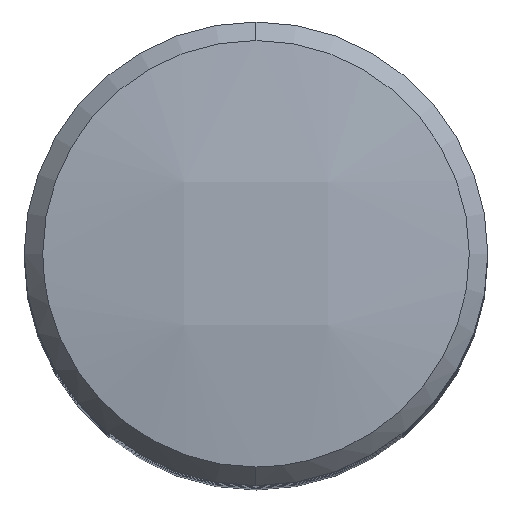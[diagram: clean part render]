
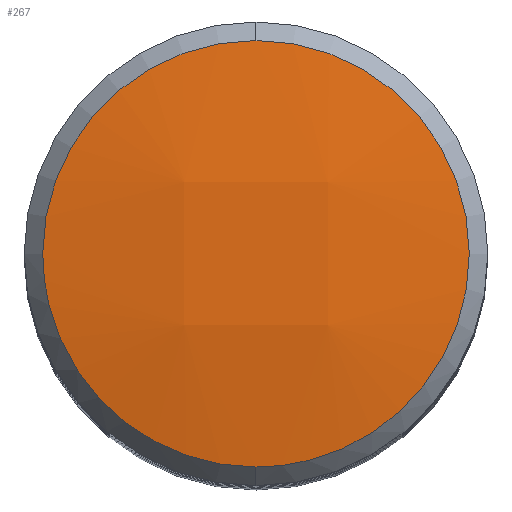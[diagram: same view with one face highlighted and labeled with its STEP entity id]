
A CAD part, top view. The second image highlights one B-rep face of the part: STEP entity #267.
In plain terms, the highlighted free-form (B-spline) face has degree [3, 3] with [4, 4] control points.
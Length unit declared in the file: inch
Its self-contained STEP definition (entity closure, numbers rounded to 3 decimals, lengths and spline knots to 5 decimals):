
#120 = CARTESIAN_POINT ( 'NONE',  ( -0.64986, -0.32097, 8.55468 ) ) ;
#181 = CARTESIAN_POINT ( 'NONE',  ( -0.09499, -0.71855, 8.55468 ) ) ;
#201 = DIRECTION ( 'NONE',  ( 0., 0., -1. ) ) ;
#246 = CARTESIAN_POINT ( 'NONE',  ( 0.65091, -0.32145, 8.55468 ) ) ;
#266 = CARTESIAN_POINT ( 'NONE',  ( 0.71971, -0.095, 8.55468 ) ) ;
#267 = ADVANCED_FACE ( 'NONE', ( #2113 ), #386, .T. ) ;
#322 = CARTESIAN_POINT ( 'NONE',  ( 0., 0.72441, 8.55468 ) ) ;
#338 = CARTESIAN_POINT ( 'NONE',  ( -0.24716, 0.24859, 8.66738 ) ) ;
#350 = CIRCLE ( 'NONE', #3798, 0.72441 ) ;
#362 = CARTESIAN_POINT ( 'NONE',  ( 0.733, 0.24292, 8.57567 ) ) ;
#386 =( BOUNDED_SURFACE ( )  B_SPLINE_SURFACE ( 3, 3, ( 
 ( #703, #2868, #1320, #1282 ),
 ( #3504, #1621, #338, #1646 ),
 ( #3463, #1931, #1273, #3816 ),
 ( #3490, #2854, #362, #3164 ) ),
 .UNSPECIFIED., .F., .F., .F. ) 
 B_SPLINE_SURFACE_WITH_KNOTS ( ( 4, 4 ),
 ( 4, 4 ),
 ( 0., 1. ),
 ( 0., 1. ),
 .UNSPECIFIED. ) 
 GEOMETRIC_REPRESENTATION_ITEM ( )  RATIONAL_B_SPLINE_SURFACE ( (
 ( 1., 0.989, 0.989, 1.),
 ( 0.989, 0.977, 0.977, 0.989),
 ( 0.989, 0.977, 0.977, 0.989),
 ( 1., 0.989, 0.989, 1.) ) ) 
 REPRESENTATION_ITEM ( '' )  SURFACE ( )  );
#428 = CARTESIAN_POINT ( 'NONE',  ( -0.54581, -0.47867, 8.55468 ) ) ;
#444 = VERTEX_POINT ( 'NONE', #1004 ) ;
#446 = CARTESIAN_POINT ( 'NONE',  ( -0.47753, -0.54525, 8.55468 ) ) ;
#462 = CARTESIAN_POINT ( 'NONE',  ( -0.11843, -0.71505, 8.55468 ) ) ;
#470 = CARTESIAN_POINT ( 'NONE',  ( 0., 0., 8.55468 ) ) ;
#546 = CARTESIAN_POINT ( 'NONE',  ( 0.54456, -0.47832, 8.55468 ) ) ;
#556 = CARTESIAN_POINT ( 'NONE',  ( 0.18746, -0.70014, 8.55468 ) ) ;
#703 = CARTESIAN_POINT ( 'NONE',  ( -0.733, -0.72043, 8.48606 ) ) ;
#719 = VERTEX_POINT ( 'NONE', #322 ) ;
#750 = CARTESIAN_POINT ( 'NONE',  ( -0.72441, -0.02391, 8.55468 ) ) ;
#766 = CARTESIAN_POINT ( 'NONE',  ( -0.40297, -0.60337, 8.55468 ) ) ;
#799 = CARTESIAN_POINT ( 'NONE',  ( -0.66008, -0.29937, 8.55468 ) ) ;
#876 = CARTESIAN_POINT ( 'NONE',  ( 0.62866, -0.36307, 8.55468 ) ) ;
#1004 = CARTESIAN_POINT ( 'NONE',  ( 0., -0.72441, 8.55468 ) ) ;
#1120 = DIRECTION ( 'NONE',  ( 0., 1., 0. ) ) ;
#1186 = CARTESIAN_POINT ( 'NONE',  ( 0.70584, -0.16466, 8.55468 ) ) ;
#1208 = CARTESIAN_POINT ( 'NONE',  ( 0.09431, -0.71981, 8.55468 ) ) ;
#1273 = CARTESIAN_POINT ( 'NONE',  ( 0.24716, 0.24859, 8.66738 ) ) ;
#1282 = CARTESIAN_POINT ( 'NONE',  ( -0.733, 0.72043, 8.48606 ) ) ;
#1320 = CARTESIAN_POINT ( 'NONE',  ( -0.733, 0.24292, 8.57567 ) ) ;
#1359 = CARTESIAN_POINT ( 'NONE',  ( -0.72441, 0., 8.55468 ) ) ;
#1394 = CARTESIAN_POINT ( 'NONE',  ( -0.23306, -0.68755, 8.55468 ) ) ;
#1491 = CARTESIAN_POINT ( 'NONE',  ( 0.58906, -0.4223, 8.55468 ) ) ;
#1505 = CARTESIAN_POINT ( 'NONE',  ( 0.36242, -0.62905, 8.55468 ) ) ;
#1531 = CARTESIAN_POINT ( 'NONE',  ( 0.442, -0.57593, 8.55468 ) ) ;
#1598 = AXIS2_PLACEMENT_3D ( 'NONE', #470, #3273, #3862 ) ;
#1621 = CARTESIAN_POINT ( 'NONE',  ( -0.24716, -0.24859, 8.66738 ) ) ;
#1646 = CARTESIAN_POINT ( 'NONE',  ( -0.24716, 0.73724, 8.57567 ) ) ;
#1684 = CARTESIAN_POINT ( 'NONE',  ( -0.04751, -0.72324, 8.55468 ) ) ;
#1701 = CARTESIAN_POINT ( 'NONE',  ( -0.61513, -0.38332, 8.55468 ) ) ;
#1720 = CARTESIAN_POINT ( 'NONE',  ( -0.02366, -0.72441, 8.55468 ) ) ;
#1735 = CARTESIAN_POINT ( 'NONE',  ( -0.62734, -0.36301, 8.55468 ) ) ;
#1748 = CARTESIAN_POINT ( 'NONE',  ( -0.4409, -0.57527, 8.55468 ) ) ;
#1829 = CARTESIAN_POINT ( 'NONE',  ( 0.72441, -0.04786, 8.55468 ) ) ;
#1843 = CARTESIAN_POINT ( 'NONE',  ( 0., -0.72441, 8.55468 ) ) ;
#1922 = CIRCLE ( 'NONE', #1598, 0.72441 ) ;
#1931 = CARTESIAN_POINT ( 'NONE',  ( 0.24716, -0.24859, 8.66738 ) ) ;
#1966 = EDGE_CURVE ( 'NONE', #444, #3843, #3365, .T. ) ;
#1998 = EDGE_LOOP ( 'NONE', ( #2560, #3090, #2711, #2289 ) ) ;
#2025 = CARTESIAN_POINT ( 'NONE',  ( -0.57574, -0.44218, 8.55468 ) ) ;
#2040 = CARTESIAN_POINT ( 'NONE',  ( -0.18789, -0.70121, 8.55468 ) ) ;
#2057 = CARTESIAN_POINT ( 'NONE',  ( -0.72323, -0.04774, 8.55468 ) ) ;
#2113 = FACE_OUTER_BOUND ( 'NONE', #1998, .T. ) ;
#2119 = CARTESIAN_POINT ( 'NONE',  ( 0.67813, -0.25588, 8.55468 ) ) ;
#2289 = ORIENTED_EDGE ( 'NONE', *, *, #1966, .F. ) ;
#2326 = CARTESIAN_POINT ( 'NONE',  ( -0.71852, -0.09524, 8.55468 ) ) ;
#2446 = CARTESIAN_POINT ( 'NONE',  ( 0.47857, -0.54586, 8.55468 ) ) ;
#2457 = CARTESIAN_POINT ( 'NONE',  ( 0.68618, -0.23343, 8.55468 ) ) ;
#2560 = ORIENTED_EDGE ( 'NONE', *, *, #2621, .F. ) ;
#2621 = EDGE_CURVE ( 'NONE', #3115, #444, #4010, .T. ) ;
#2675 = CARTESIAN_POINT ( 'NONE',  ( 0., -0.72441, 8.55468 ) ) ;
#2711 = ORIENTED_EDGE ( 'NONE', *, *, #3694, .F. ) ;
#2738 = CARTESIAN_POINT ( 'NONE',  ( 0.72441, 0., 8.55468 ) ) ;
#2763 = CARTESIAN_POINT ( 'NONE',  ( 0.16416, -0.70596, 8.55468 ) ) ;
#2854 = CARTESIAN_POINT ( 'NONE',  ( 0.733, -0.24292, 8.57567 ) ) ;
#2868 = CARTESIAN_POINT ( 'NONE',  ( -0.733, -0.24292, 8.57567 ) ) ;
#2924 = CARTESIAN_POINT ( 'NONE',  ( -0.49529, -0.52917, 8.55468 ) ) ;
#2957 = CARTESIAN_POINT ( 'NONE',  ( -0.68727, -0.2338, 8.55468 ) ) ;
#2971 = CARTESIAN_POINT ( 'NONE',  ( -0.29905, -0.66023, 8.55468 ) ) ;
#3048 = CARTESIAN_POINT ( 'NONE',  ( 0., 0., 8.55468 ) ) ;
#3066 = CARTESIAN_POINT ( 'NONE',  ( 0.32068, -0.65127, 8.55468 ) ) ;
#3076 = CARTESIAN_POINT ( 'NONE',  ( 0.57474, -0.44159, 8.55468 ) ) ;
#3090 = ORIENTED_EDGE ( 'NONE', *, *, #3783, .F. ) ;
#3115 = VERTEX_POINT ( 'NONE', #3888 ) ;
#3164 = CARTESIAN_POINT ( 'NONE',  ( 0.733, 0.72043, 8.48606 ) ) ;
#3273 = DIRECTION ( 'NONE',  ( 0., 0., -1. ) ) ;
#3329 = CARTESIAN_POINT ( 'NONE',  ( -0.72441, 0., 8.55468 ) ) ;
#3364 = CARTESIAN_POINT ( 'NONE',  ( 0.52866, -0.49583, 8.55468 ) ) ;
#3365 = B_SPLINE_CURVE_WITH_KNOTS ( 'NONE', 3,
 ( #2675, #1720, #1684, #181, #462, #2040, #1394, #2971, #3887, #3592, #766, #1748, #446, #2924, #428, #2025, #1701, #1735, #120, #799, #2957, #3902, #3607, #2326, #2057, #750, #1359 ),
 .UNSPECIFIED., .F., .F.,
 ( 4, 2, 2, 2, 2, 1, 2, 2, 2, 2, 2, 2, 2, 4 ),
 ( 0.02884, 0.03064, 0.03244, 0.03604, 0.03784, 0.03964, 0.04144, 0.04325, 0.04685, 0.04865, 0.05045, 0.05405, 0.05585, 0.05765 ),
 .UNSPECIFIED. ) ;
#3379 = CARTESIAN_POINT ( 'NONE',  ( 0.25526, -0.67836, 8.55468 ) ) ;
#3463 = CARTESIAN_POINT ( 'NONE',  ( 0.24716, -0.73724, 8.57567 ) ) ;
#3490 = CARTESIAN_POINT ( 'NONE',  ( 0.733, -0.72043, 8.48606 ) ) ;
#3504 = CARTESIAN_POINT ( 'NONE',  ( -0.24716, -0.73724, 8.57567 ) ) ;
#3592 = CARTESIAN_POINT ( 'NONE',  ( -0.36248, -0.62764, 8.55468 ) ) ;
#3607 = CARTESIAN_POINT ( 'NONE',  ( -0.71497, -0.11894, 8.55468 ) ) ;
#3672 = CARTESIAN_POINT ( 'NONE',  ( 0.70008, -0.1877, 8.55468 ) ) ;
#3694 = EDGE_CURVE ( 'NONE', #3843, #719, #1922, .T. ) ;
#3697 = CARTESIAN_POINT ( 'NONE',  ( 0.04735, -0.72441, 8.55468 ) ) ;
#3783 = EDGE_CURVE ( 'NONE', #719, #3115, #350, .T. ) ;
#3798 = AXIS2_PLACEMENT_3D ( 'NONE', #3048, #201, #1120 ) ;
#3816 = CARTESIAN_POINT ( 'NONE',  ( 0.24716, 0.73724, 8.57567 ) ) ;
#3843 = VERTEX_POINT ( 'NONE', #3329 ) ;
#3862 = DIRECTION ( 'NONE',  ( 0., 1., 0. ) ) ;
#3887 = CARTESIAN_POINT ( 'NONE',  ( -0.32071, -0.64998, 8.55468 ) ) ;
#3888 = CARTESIAN_POINT ( 'NONE',  ( 0.72441, 0., 8.55468 ) ) ;
#3902 = CARTESIAN_POINT ( 'NONE',  ( -0.70101, -0.1887, 8.55468 ) ) ;
#3997 = CARTESIAN_POINT ( 'NONE',  ( 0.23299, -0.68633, 8.55468 ) ) ;
#4010 = B_SPLINE_CURVE_WITH_KNOTS ( 'NONE', 3,
 ( #2738, #1829, #266, #1186, #3672, #2457, #2119, #246, #876, #1491, #3076, #546, #3364, #2446, #1531, #1505, #3066, #3379, #3997, #556, #2763, #1208, #3697, #1843 ),
 .UNSPECIFIED., .F., .F.,
 ( 4, 2, 2, 2, 2, 2, 2, 2, 2, 2, 2, 4 ),
 ( 0., 0.0036, 0.00541, 0.00721, 0.01081, 0.01262, 0.01442, 0.01802, 0.02163, 0.02343, 0.02523, 0.02884 ),
 .UNSPECIFIED. ) ;
